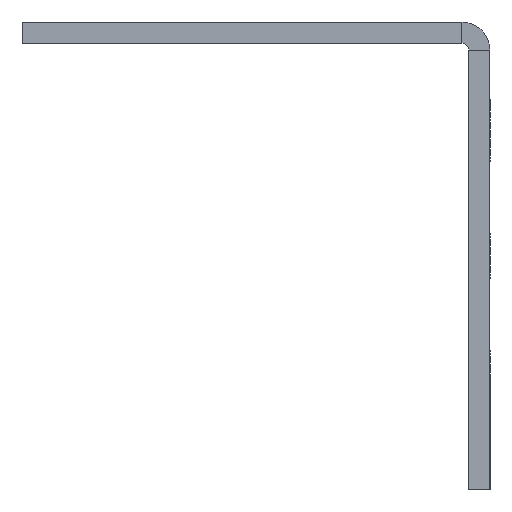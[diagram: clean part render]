
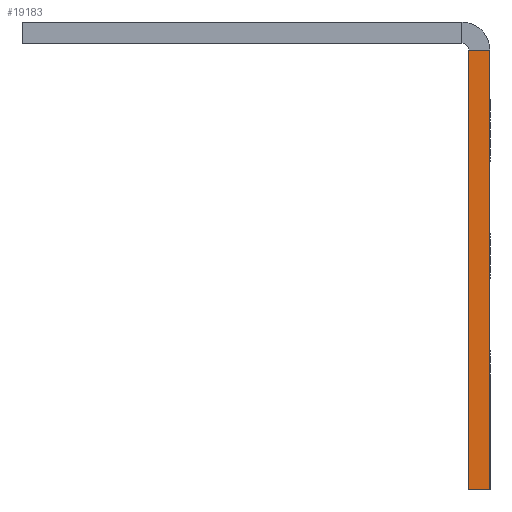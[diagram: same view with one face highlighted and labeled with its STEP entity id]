
A CAD part, left-side view. The second image highlights one B-rep face of the part: STEP entity #19183.
In plain terms, the highlighted planar face has unit normal (-1, 0, 0).
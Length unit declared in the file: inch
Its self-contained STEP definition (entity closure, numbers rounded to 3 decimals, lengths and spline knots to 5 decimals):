
#1585 = DIRECTION ( 'NONE',  ( 0., -1., 0. ) ) ;
#2999 = VERTEX_POINT ( 'NONE', #7928 ) ;
#3283 = EDGE_CURVE ( 'NONE', #36184, #29671, #36942, .T. ) ;
#7221 = PLANE ( 'NONE',  #32547 ) ;
#7338 = DIRECTION ( 'NONE',  ( 0., 0., 1. ) ) ;
#7928 = CARTESIAN_POINT ( 'NONE',  ( -23.5, 0.09, 0.88 ) ) ;
#8320 = LINE ( 'NONE', #31261, #16130 ) ;
#8339 = VECTOR ( 'NONE', #39958, 39.37008 ) ;
#8559 = CARTESIAN_POINT ( 'NONE',  ( -23.5, 0.09, 0.88 ) ) ;
#9879 = CARTESIAN_POINT ( 'NONE',  ( -23.5, 0.09, 1. ) ) ;
#11451 = DIRECTION ( 'NONE',  ( 0., 0., 1. ) ) ;
#12556 = EDGE_LOOP ( 'NONE', ( #32730, #18034, #33137, #40416 ) ) ;
#14453 = CARTESIAN_POINT ( 'NONE',  ( -23.5, 0., 0.88 ) ) ;
#16130 = VECTOR ( 'NONE', #1585, 39.37008 ) ;
#17629 = VECTOR ( 'NONE', #7338, 39.37008 ) ;
#17664 = EDGE_CURVE ( 'NONE', #2999, #29671, #37425, .T. ) ;
#18034 = ORIENTED_EDGE ( 'NONE', *, *, #41427, .F. ) ;
#19183 = ADVANCED_FACE ( 'NONE', ( #23253 ), #7221, .F. ) ;
#19459 = CARTESIAN_POINT ( 'NONE',  ( -23.5, 0.09, 1. ) ) ;
#20096 = DIRECTION ( 'NONE',  ( 0., 0., -1. ) ) ;
#23253 = FACE_OUTER_BOUND ( 'NONE', #12556, .T. ) ;
#25668 = CARTESIAN_POINT ( 'NONE',  ( -23.5, 0.09, -1. ) ) ;
#25986 = DIRECTION ( 'NONE',  ( 1., 0., 0. ) ) ;
#26629 = CARTESIAN_POINT ( 'NONE',  ( -23.5, 0., -1. ) ) ;
#29632 = EDGE_CURVE ( 'NONE', #32533, #36184, #8320, .T. ) ;
#29663 = LINE ( 'NONE', #9879, #17629 ) ;
#29671 = VERTEX_POINT ( 'NONE', #14453 ) ;
#31261 = CARTESIAN_POINT ( 'NONE',  ( -23.5, 0.09, -1. ) ) ;
#32533 = VERTEX_POINT ( 'NONE', #25668 ) ;
#32547 = AXIS2_PLACEMENT_3D ( 'NONE', #19459, #25986, #20096 ) ;
#32730 = ORIENTED_EDGE ( 'NONE', *, *, #17664, .F. ) ;
#33137 = ORIENTED_EDGE ( 'NONE', *, *, #29632, .T. ) ;
#36184 = VERTEX_POINT ( 'NONE', #26629 ) ;
#36745 = CARTESIAN_POINT ( 'NONE',  ( -23.5, 0., 1. ) ) ;
#36942 = LINE ( 'NONE', #36745, #40882 ) ;
#37425 = LINE ( 'NONE', #8559, #8339 ) ;
#39958 = DIRECTION ( 'NONE',  ( 0., -1., 0. ) ) ;
#40416 = ORIENTED_EDGE ( 'NONE', *, *, #3283, .T. ) ;
#40882 = VECTOR ( 'NONE', #11451, 39.37008 ) ;
#41427 = EDGE_CURVE ( 'NONE', #32533, #2999, #29663, .T. ) ;
